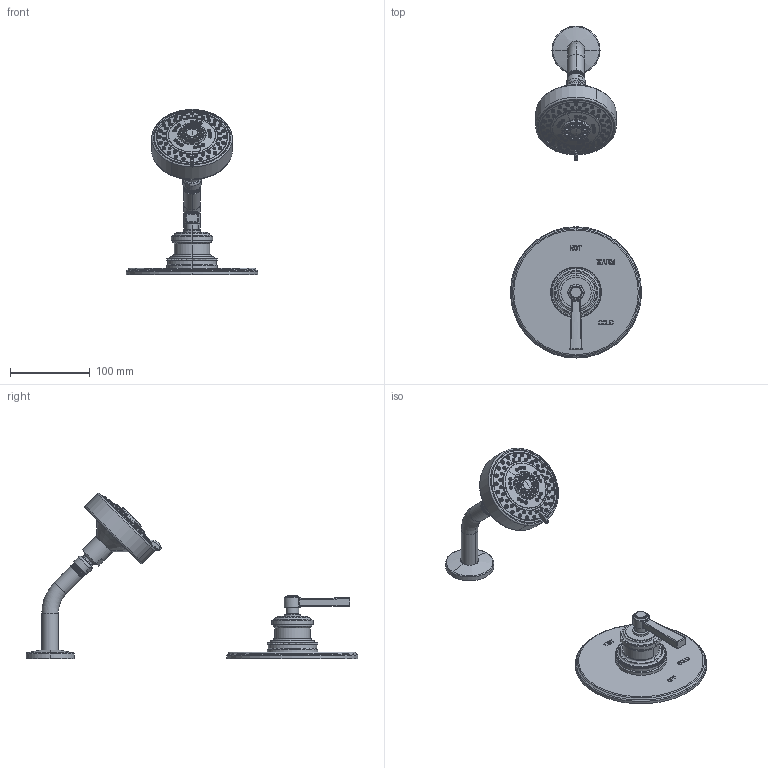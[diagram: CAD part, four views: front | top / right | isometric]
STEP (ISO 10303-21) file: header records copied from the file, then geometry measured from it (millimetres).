
FILE_DESCRIPTION((''),'2;1');
FILE_NAME('3-1624BP','2021-05-27T13:49:42',('jinson.thomas'),(''),'CREO PARAMETRIC BY PTC INC, 2018400','CREO PARAMETRIC BY PTC INC, 2018400','');
FILE_SCHEMA(('CONFIG_CONTROL_DESIGN'));
Length unit declared in the file: inch
Products named in the file (1): 3-1624BP
Bounding box: 165.1 x 417.58 x 207.64 mm (x, y, z)
Volume: 612574.7 mm3; surface area: 106229.2 mm2
Topology: 2 solids, 2 shells, 2006 faces, 4935 edges, 3114 vertices
Faces by surface type: plane 837, cylinder 400, torus 339, cone 302, bspline 118, sphere 10
Entity records: 77455 total; most frequent: CARTESIAN_POINT 30431, ORIENTED_EDGE 9866, DIRECTION 9595, EDGE_CURVE 4933, AXIS2_PLACEMENT_3D 3404, VERTEX_POINT 3114, VECTOR 2787, LINE 2787
